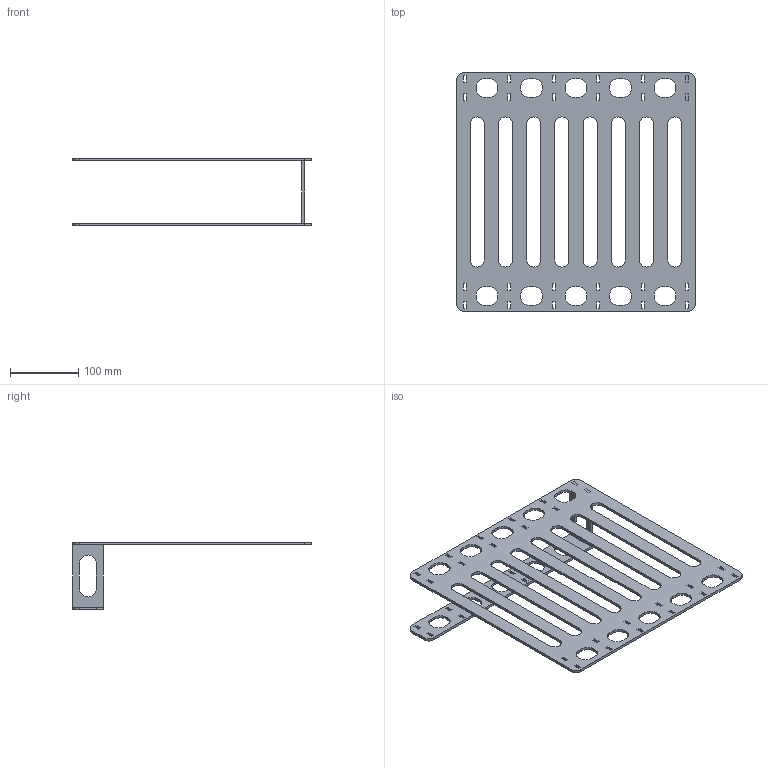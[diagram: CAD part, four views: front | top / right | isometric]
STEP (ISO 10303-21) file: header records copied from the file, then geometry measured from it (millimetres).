
FILE_DESCRIPTION(/* description */ (''),/* implementation_level */ '2;1');
FILE_NAME(/* name */ 'ROBOT.step',/* time_stamp */ '2025-10-20T23:32:49+03:00',/* author */ (''),/* organization */ (''),/* preprocessor_version */ 'ST-DEVELOPER v20.1',/* originating_system */ 'Autodesk Translation Framework v14.17.0.0',/* authorisation */ '');
FILE_SCHEMA (('AUTOMOTIVE_DESIGN { 1 0 10303 214 3 1 1 }'));
Length unit declared in the file: millimetre
Products named in the file (1): (Unsaved)
Bounding box: 350 x 350 x 99.25 mm (x, y, z)
Volume: 372340.3 mm3; surface area: 221230 mm2
Topology: 3 solids, 3 shells, 374 faces, 1104 edges, 736 vertices
Faces by surface type: plane 272, cylinder 102
Entity records: 12721 total; most frequent: CARTESIAN_POINT 2215, ORIENTED_EDGE 2208, DIRECTION 2058, EDGE_CURVE 1104, LINE 900, VECTOR 900, VERTEX_POINT 736, AXIS2_PLACEMENT_3D 579
